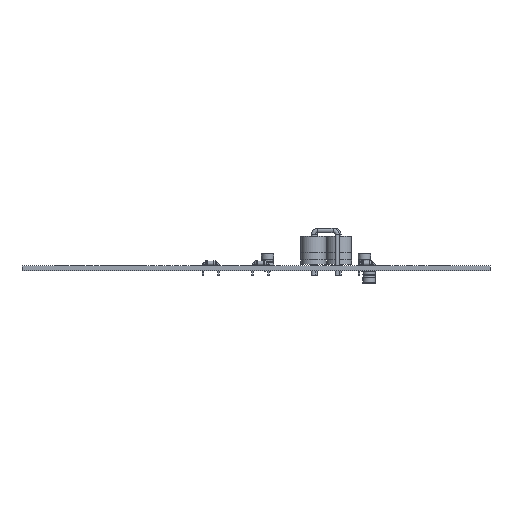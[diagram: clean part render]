
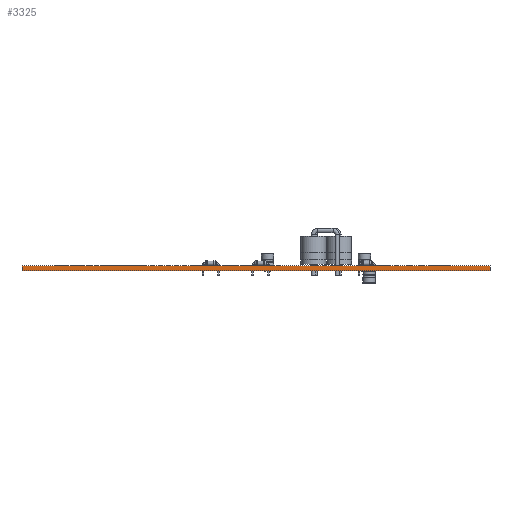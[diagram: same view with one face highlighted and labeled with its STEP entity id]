
A CAD part, front view. The second image highlights one B-rep face of the part: STEP entity #3325.
In plain terms, the highlighted planar face has unit normal (0, -1, 0).
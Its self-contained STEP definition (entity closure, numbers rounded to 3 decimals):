
#3325 = ADVANCED_FACE('',(#3326),#3360,.T.);
#3326 = FACE_BOUND('',#3327,.T.);
#3327 = EDGE_LOOP('',(#3328,#3338,#3346,#3354));
#3328 = ORIENTED_EDGE('',*,*,#3329,.T.);
#3329 = EDGE_CURVE('',#3330,#3332,#3334,.T.);
#3330 = VERTEX_POINT('',#3331);
#3331 = CARTESIAN_POINT('',(270.,-150.,0.));
#3332 = VERTEX_POINT('',#3333);
#3333 = CARTESIAN_POINT('',(270.,-150.,1.6));
#3334 = LINE('',#3335,#3336);
#3335 = CARTESIAN_POINT('',(270.,-150.,0.));
#3336 = VECTOR('',#3337,1.);
#3337 = DIRECTION('',(0.,0.,1.));
#3338 = ORIENTED_EDGE('',*,*,#3339,.T.);
#3339 = EDGE_CURVE('',#3332,#3340,#3342,.T.);
#3340 = VERTEX_POINT('',#3341);
#3341 = CARTESIAN_POINT('',(120.,-150.,1.6));
#3342 = LINE('',#3343,#3344);
#3343 = CARTESIAN_POINT('',(270.,-150.,1.6));
#3344 = VECTOR('',#3345,1.);
#3345 = DIRECTION('',(-1.,0.,0.));
#3346 = ORIENTED_EDGE('',*,*,#3347,.F.);
#3347 = EDGE_CURVE('',#3348,#3340,#3350,.T.);
#3348 = VERTEX_POINT('',#3349);
#3349 = CARTESIAN_POINT('',(120.,-150.,0.));
#3350 = LINE('',#3351,#3352);
#3351 = CARTESIAN_POINT('',(120.,-150.,0.));
#3352 = VECTOR('',#3353,1.);
#3353 = DIRECTION('',(0.,0.,1.));
#3354 = ORIENTED_EDGE('',*,*,#3355,.F.);
#3355 = EDGE_CURVE('',#3330,#3348,#3356,.T.);
#3356 = LINE('',#3357,#3358);
#3357 = CARTESIAN_POINT('',(270.,-150.,0.));
#3358 = VECTOR('',#3359,1.);
#3359 = DIRECTION('',(-1.,0.,0.));
#3360 = PLANE('',#3361);
#3361 = AXIS2_PLACEMENT_3D('',#3362,#3363,#3364);
#3362 = CARTESIAN_POINT('',(270.,-150.,0.));
#3363 = DIRECTION('',(0.,-1.,0.));
#3364 = DIRECTION('',(-1.,0.,0.));
